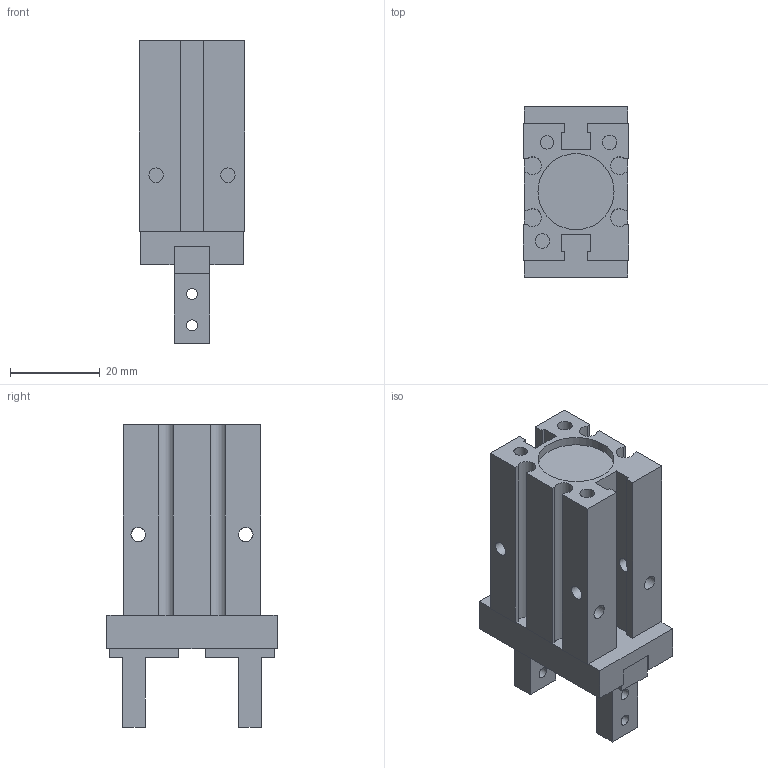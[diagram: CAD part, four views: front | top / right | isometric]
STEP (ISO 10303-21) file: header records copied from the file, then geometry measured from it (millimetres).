
FILE_DESCRIPTION((''),'2;1');
FILE_NAME('6310_16_##.stp','2007-02-24T10:58:57',('maffial1'),(''),'Autodesk Inventor 11','Autodesk Inventor 11','');
FILE_SCHEMA(('AUTOMOTIVE_DESIGN { 1 0 10303 214 1 1 1 1 }'));
Length unit declared in the file: millimetre
Products named in the file (3): 6310_16_##; CORPO Ø16; DITO Ø16
Assembly tree (3 placements, depth 2):
  6310_16_##
    CORPO Ø16
    DITO Ø16  x2
Bounding box: 23.6 x 38 x 67.5 mm (x, y, z)
Volume: 32050.2 mm3; surface area: 12762.4 mm2
Topology: 3 solids, 3 shells, 106 faces, 280 edges, 184 vertices
Faces by surface type: plane 79, bspline 22, cylinder 5
Full cylindrical faces by diameter (mm): 17 x1
Entity records: 3032 total; most frequent: CARTESIAN_POINT 726, ORIENTED_EDGE 456, DIRECTION 428, EDGE_CURVE 228, VECTOR 188, LINE 188, VERTEX_POINT 156, EDGE_LOOP 124
